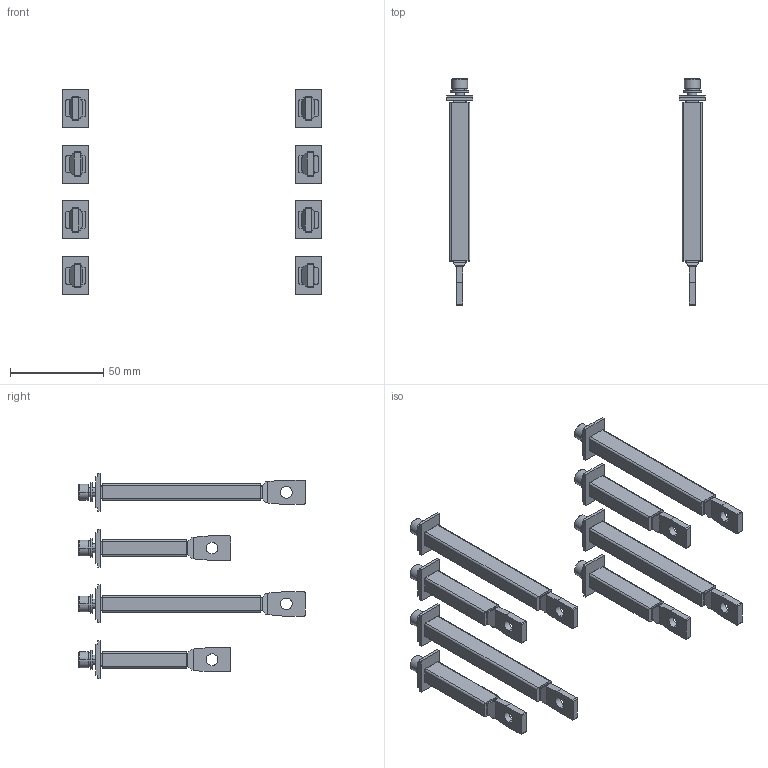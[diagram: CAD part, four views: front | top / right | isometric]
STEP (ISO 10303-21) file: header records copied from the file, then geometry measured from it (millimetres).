
FILE_DESCRIPTION((''),'2;1');
FILE_NAME('RCP21-M8_3P_ASM','2021-09-08T13:56:55',('zhxmin'),(''),'CREO PARAMETRIC BY PTC INC, 2018020','CREO PARAMETRIC BY PTC INC, 2018020','');
FILE_SCHEMA(('CONFIG_CONTROL_DESIGN','SHAPE_APPEARANCE_LAYERS_GROUPS'));
Length unit declared in the file: metre
Products named in the file (51): 8-561-019-2_QUILT_1-147720_1_1; 8-775-107-2-147810_1_1; 8-950-169-148056_1_1; M5X20_GB70_SOLID_1-148267_1_1; M5X20_GB70_QUILT_1-148806_1_1; D5_GB93-148884_1_1; D5_GB97_1-149050_1_1; 8-561-019-2_QUILT_1-149751_1_1; 8-775-107-2-149841_1_1; 8-950-169-150087_1_1; M5X20_GB70_SOLID_1-150298_1_1; M5X20_GB70_QUILT_1-150837_1_1; D5_GB93-150915_1_1; D5_GB97_1-151081_1_1; 8-561-019-1_QUILT_1-151782_1_1; 8-775-107-1-151872_1_1; 8-950-169-152118_1_1; M5X20_GB70_SOLID_1-152329_1_1; M5X20_GB70_QUILT_1-152868_1_1; D5_GB93-152946_1_1; D5_GB97_1-153112_1_1; 8-561-019-2_QUILT_1-153813_1_1; 8-775-107-2-153903_1_1; 8-950-169-154149_1_1; M5X20_GB70_SOLID_1-154360_1_1; M5X20_GB70_QUILT_1-154899_1_1; D5_GB93-154977_1_1; D5_GB97_1-155143_1_1; 8-561-019-2_QUILT_1-155844_1_1; 8-775-107-2-155934_1_1; 8-950-169-156180_1_1; M5X20_GB70_SOLID_1-156391_1_1; M5X20_GB70_QUILT_1-156930_1_1; D5_GB93-157008_1_1; D5_GB97_1-157174_1_1; 8-561-019-1_QUILT_1-157875_1_1; 8-775-107-1-157965_1_1; 8-950-169-158211_1_1; M5X20_GB70_QUILT_1-158961_1_1; D5_GB93-159039_1_1 ...
Assembly tree (61 placements, depth 5):
  RCP21-M8_3P_ASM
    TCV21-M8_3P_ASM_1_ASM
      NM8-100_3P__ASM_1_ASM_1_ASM
        NM8-1000001_ASM_1_ASM_1_ASM
          8-561-019-2_QUILT_1-147720_1_1
          8-775-107-2-147810_1_1
          8-950-169-148056_1_1
          M5X20_GB70_SOLID_1-148267_1_1
          M5X20_GB70_QUILT_1-148806_1_1
          D5_GB93-148884_1_1
          D5_GB97_1-149050_1_1  x2
          8-561-019-2_QUILT_1-149751_1_1
          8-775-107-2-149841_1_1
          8-950-169-150087_1_1
          M5X20_GB70_SOLID_1-150298_1_1
          M5X20_GB70_QUILT_1-150837_1_1
          D5_GB93-150915_1_1
          D5_GB97_1-151081_1_1
          8-561-019-1_QUILT_1-151782_1_1
          8-775-107-1-151872_1_1  x2
          8-950-169-152118_1_1  x2
          M5X20_GB70_SOLID_1-152329_1_1  x2
          M5X20_GB70_QUILT_1-152868_1_1
          D5_GB93-152946_1_1
          D5_GB97_1-153112_1_1
          8-561-019-2_QUILT_1-153813_1_1
          8-775-107-2-153903_1_1
          8-950-169-154149_1_1
          M5X20_GB70_SOLID_1-154360_1_1  x3
          M5X20_GB70_QUILT_1-154899_1_1
          D5_GB93-154977_1_1
          D5_GB97_1-155143_1_1  x2
          8-561-019-2_QUILT_1-155844_1_1
          8-775-107-2-155934_1_1
          8-950-169-156180_1_1
          M5X20_GB70_SOLID_1-156391_1_1
          M5X20_GB70_QUILT_1-156930_1_1
          D5_GB93-157008_1_1
          D5_GB97_1-157174_1_1
          8-561-019-1_QUILT_1-157875_1_1
          8-775-107-1-157965_1_1  x2
          8-950-169-158211_1_1  x2
          M5X20_GB70_QUILT_1-158961_1_1
          D5_GB93-159039_1_1
          D5_GB97_1-159205_1_1
          8-561-019-2_SOLID_1-1552-2231_3
          8-561-019-2_SOLID_1-1552-2237_3
          8-561-019-1_SOLID_1-1572-2244_3  x2
          8-561-019-2_SOLID_1-1552-2250_3
          8-561-019-2_SOLID_1-1552-2256_3
          8-561-019-1_SOLID_1-1572-2262_3  x2
Bounding box: 139 x 121.5 x 110.5 mm (x, y, z)
Volume: 67447.1 mm3; surface area: 74748.6 mm2
Topology: 46 solids, 58 shells, 838 faces, 1988 edges, 1240 vertices
Faces by surface type: plane 454, cylinder 272, cone 112
Entity records: 21776 total; most frequent: CARTESIAN_POINT 3902, DIRECTION 3428, ORIENTED_EDGE 2896, EDGE_CURVE 1472, AXIS2_PLACEMENT_3D 1281, VERTEX_POINT 947, VECTOR 866, LINE 866
